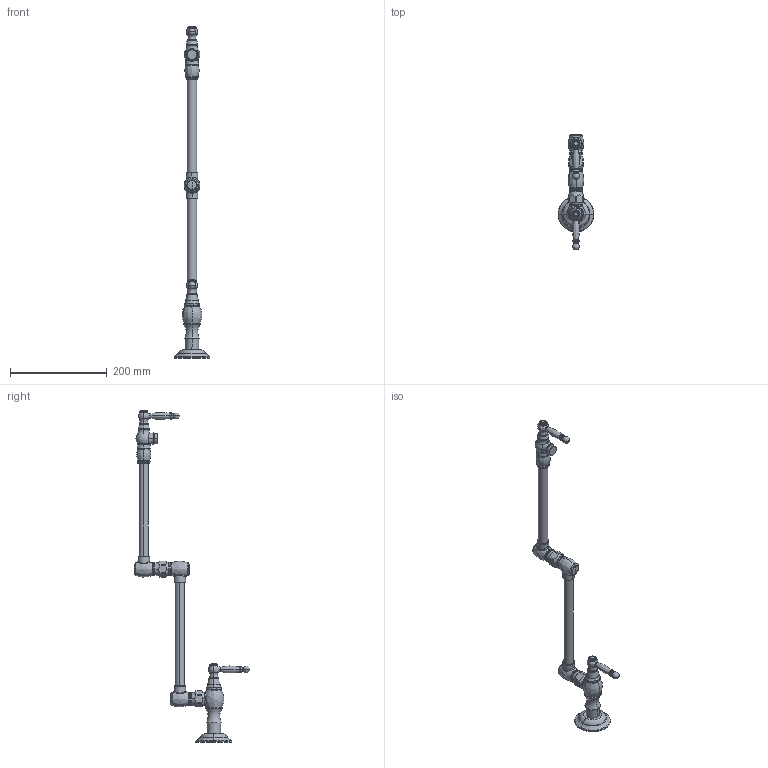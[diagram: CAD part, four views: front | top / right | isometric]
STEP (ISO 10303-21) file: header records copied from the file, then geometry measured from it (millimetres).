
FILE_DESCRIPTION((''),'2;1');
FILE_NAME('9482','2020-12-01T09:51:10',('jinson.thomas'),(''),'CREO PARAMETRIC BY PTC INC, 2018400','CREO PARAMETRIC BY PTC INC, 2018400','');
FILE_SCHEMA(('CONFIG_CONTROL_DESIGN'));
Length unit declared in the file: inch
Products named in the file (1): 9482
Bounding box: 74.17 x 239.59 x 686.82 mm (x, y, z)
Volume: 476334.5 mm3; surface area: 86922 mm2
Topology: 1 solids, 3 shells, 302 faces, 661 edges, 388 vertices
Faces by surface type: torus 117, cylinder 62, plane 57, bspline 38, cone 19, sphere 5, revolution 4
Entity records: 11234 total; most frequent: CARTESIAN_POINT 4578, DIRECTION 1548, ORIENTED_EDGE 1302, AXIS2_PLACEMENT_3D 726, EDGE_CURVE 651, CIRCLE 466, VERTEX_POINT 388, EDGE_LOOP 335
